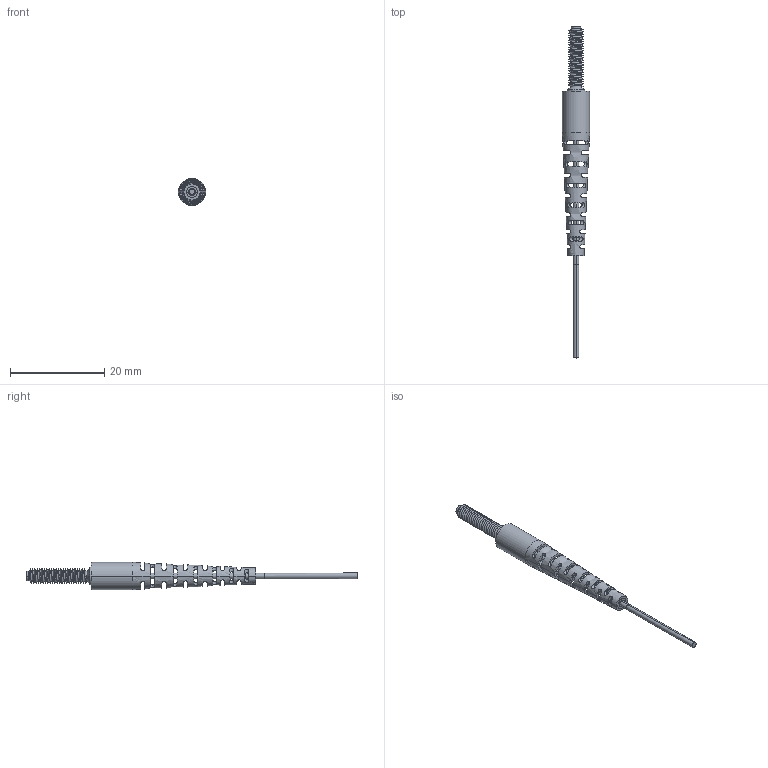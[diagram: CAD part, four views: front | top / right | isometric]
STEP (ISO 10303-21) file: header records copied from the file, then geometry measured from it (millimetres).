
FILE_DESCRIPTION((''),'2;1');
FILE_NAME('M3_REFLEX_SLEEVE_NEW','2016-06-14T',('DESSEN.CHEN'),(''),'PRO/ENGINEER BY PARAMETRIC TECHNOLOGY CORPORATION, 2010280','PRO/ENGINEER BY PARAMETRIC TECHNOLOGY CORPORATION, 2010280','');
FILE_SCHEMA(('CONFIG_CONTROL_DESIGN'));
Length unit declared in the file: millimetre
Products named in the file (1): M3_REFLEX_SLEEVE_NEW
Bounding box: 5.8 x 70.45 x 5.8 mm (x, y, z)
Volume: 446.8 mm3; surface area: 1325.1 mm2
Topology: 2 solids, 2 shells, 186 faces, 570 edges, 370 vertices
Faces by surface type: cylinder 104, plane 57, bspline 13, cone 10, torus 2
Entity records: 11436 total; most frequent: CARTESIAN_POINT 6494, ORIENTED_EDGE 1140, DIRECTION 892, EDGE_CURVE 570, VERTEX_POINT 370, AXIS2_PLACEMENT_3D 348, EDGE_LOOP 218, B_SPLINE_CURVE_WITH_KNOTS 199
